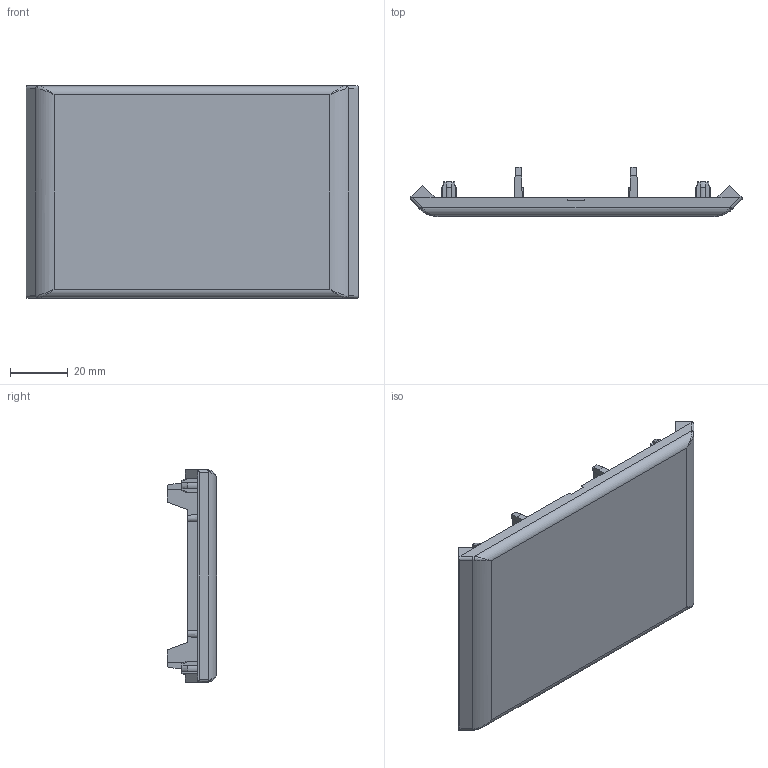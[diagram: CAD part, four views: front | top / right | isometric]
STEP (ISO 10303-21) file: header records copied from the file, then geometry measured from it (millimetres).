
FILE_DESCRIPTION((''),'2;1');
FILE_NAME('11088_POKROV_KOTNIKA_80X80','2022-09-16T13:34:13',('PredragRovcanin'),('Audax d.o.o.'),'CREO PARAMETRIC BY PTC INC, 2020281','CREO PARAMETRIC BY PTC INC, 2020281','');
FILE_SCHEMA(('AUTOMOTIVE_DESIGN { 1 0 10303 214 1 1 1 1 }'));
Length unit declared in the file: millimetre
Products named in the file (1): 11088_POKROV_KOTNIKA_80X80
Bounding box: 115 x 17 x 73.6 mm (x, y, z)
Volume: 29900.5 mm3; surface area: 22474.2 mm2
Topology: 1 solids, 1 shells, 182 faces, 524 edges, 342 vertices
Faces by surface type: plane 116, cylinder 30, cone 28, bspline 8
Entity records: 8583 total; most frequent: CARTESIAN_POINT 1906, ORIENTED_EDGE 1040, DIRECTION 876, PRESENTATION_STYLE_ASSIGNMENT 522, STYLED_ITEM 522, CURVE_STYLE 521, EDGE_CURVE 520, VECTOR 342
